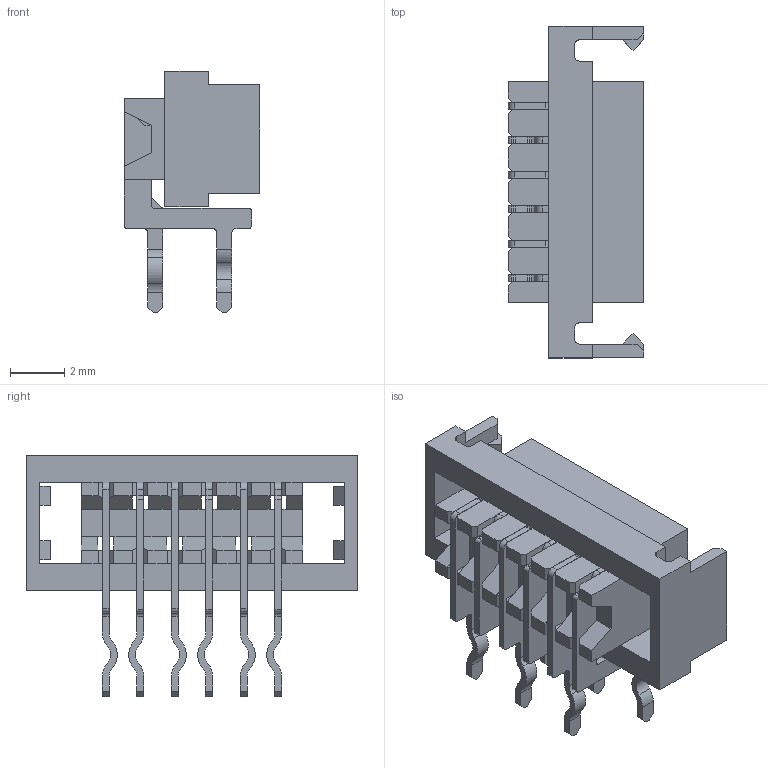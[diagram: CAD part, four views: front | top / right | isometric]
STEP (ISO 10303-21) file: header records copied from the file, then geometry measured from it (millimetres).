
FILE_DESCRIPTION(/* description */ ('Unknown'),/* implementation_level */ '2;1');
FILE_NAME(/* name */ 'J_Wurth_WR-MM_690368190672',/* time_stamp */ '2025-05-08T15:04:57+08:00',/* author */ ('Unknown'),/* organization */ ('Unknown'),/* preprocessor_version */ 'ST-DEVELOPER v19.4',/* originating_system */ 'Solid Edge',/* authorisation */ 'Unknown');
FILE_SCHEMA (('AUTOMOTIVE_DESIGN {1 0 10303 214 3 1 1}'));
Length unit declared in the file: millimetre
Products named in the file (2): J_Wurth_WR-MM_690368190672
Assembly tree (1 placements, depth 2):
  J_Wurth_WR-MM_690368190672
    J_Wurth_WR-MM_690368190672
Bounding box: 5 x 12.22 x 8.9 mm (x, y, z)
Volume: 176.3 mm3; surface area: 693.7 mm2
Topology: 7 solids, 7 shells, 610 faces, 1763 edges, 1158 vertices
Faces by surface type: plane 443, cylinder 167
Entity records: 20021 total; most frequent: CARTESIAN_POINT 3533, ORIENTED_EDGE 3526, DIRECTION 3321, EDGE_CURVE 1763, LINE 1429, VECTOR 1429, VERTEX_POINT 1158, AXIS2_PLACEMENT_3D 946
